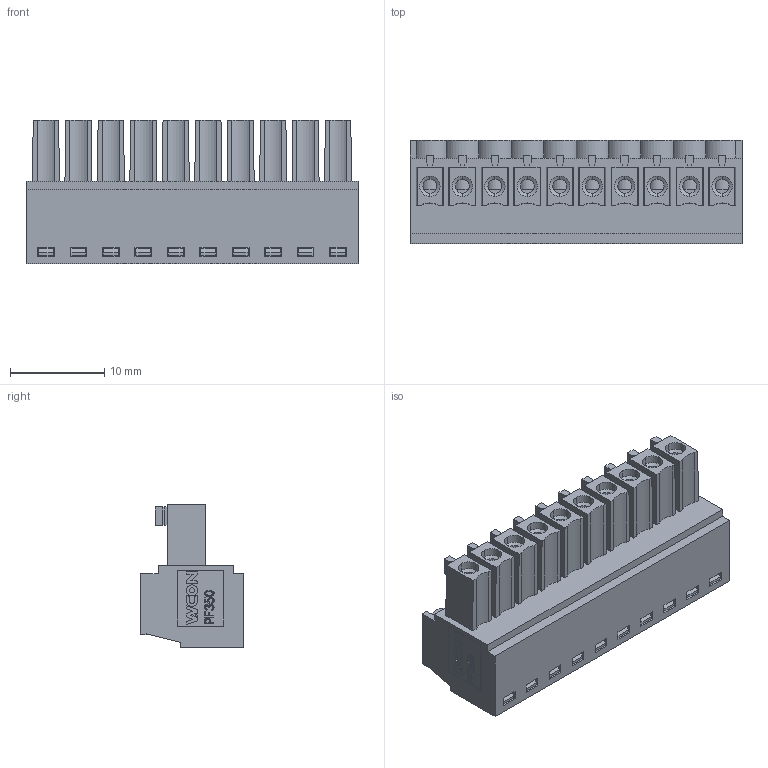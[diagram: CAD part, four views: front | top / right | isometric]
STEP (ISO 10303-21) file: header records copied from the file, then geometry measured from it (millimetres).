
FILE_DESCRIPTION( ('This file contains a STEP AP42 implementation' ,'as created by ZW3D STEP Interface translator.') ,'2;1' );
FILE_NAME( 'PF350-C10ASMN1.stp' ,'231123.152029', (''), ('ZWCAD Software Co.'), 'Version 1.0', 'ZW3D to STEP translator', '' );
FILE_SCHEMA(('AUTOMOTIVE_DESIGN { 1 0 10303 214 1 1 1 1 }'));
Length unit declared in the file: millimetre
Products named in the file (2): 0; PF350-C10ASMN1
Bounding box: 35.31 x 10.95 x 15.29 mm (x, y, z)
Volume: 2553 mm3; surface area: 7807.9 mm2
Topology: 12 solids, 32 shells, 1666 faces, 4417 edges, 2889 vertices
Faces by surface type: plane 1190, cylinder 304, torus 80, cone 70, bspline 22
Full cylindrical faces by diameter (mm): 0.554 x1, 1.184 x1
Entity records: 54427 total; most frequent: CARTESIAN_POINT 11003, ORIENTED_EDGE 8754, DIRECTION 8321, EDGE_CURVE 4417, VECTOR 3303, LINE 3303, VERTEX_POINT 2889, AXIS2_PLACEMENT_3D 2509
